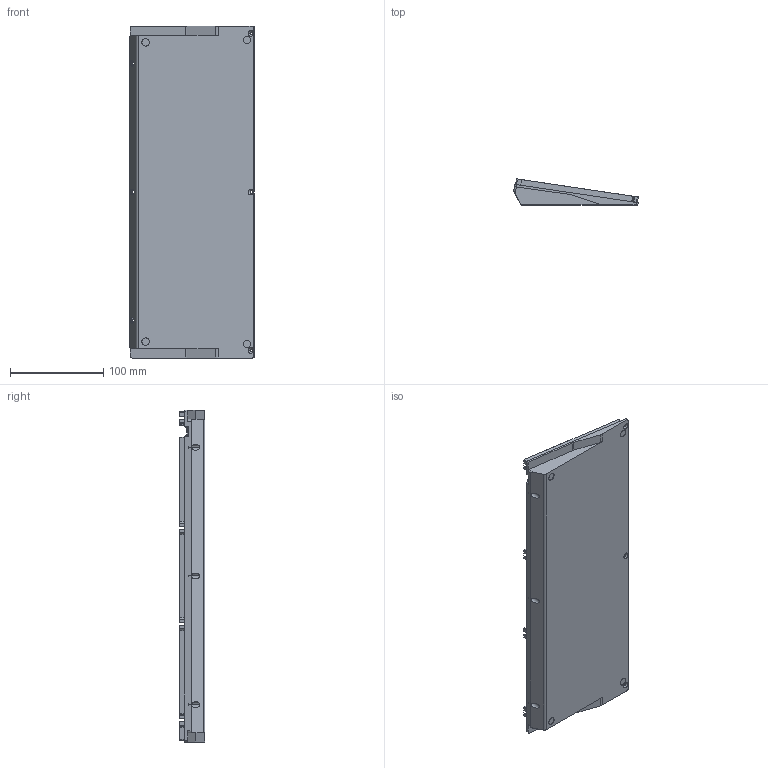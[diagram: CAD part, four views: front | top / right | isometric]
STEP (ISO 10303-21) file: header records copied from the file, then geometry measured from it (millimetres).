
FILE_DESCRIPTION (( 'STEP AP214' ), '1' );
FILE_NAME ('Bottom.STEP', '2015-12-07T12:23:08', ( 'Tom' ), ( '' ), 'SwSTEP 2.0', 'SolidWorks 2009', '' );
FILE_SCHEMA (( 'AUTOMOTIVE_DESIGN' ));
Length unit declared in the file: millimetre
Products named in the file (1): Bottom
Bounding box: 133.23 x 27.64 x 355.26 mm (x, y, z)
Volume: 528982.2 mm3; surface area: 116356.2 mm2
Topology: 1 solids, 1 shells, 207 faces, 555 edges, 366 vertices
Faces by surface type: plane 101, cylinder 98, cone 8
Entity records: 6569 total; most frequent: CARTESIAN_POINT 1213, DIRECTION 1123, ORIENTED_EDGE 1110, EDGE_CURVE 555, AXIS2_PLACEMENT_3D 388, VERTEX_POINT 366, LINE 347, VECTOR 347
